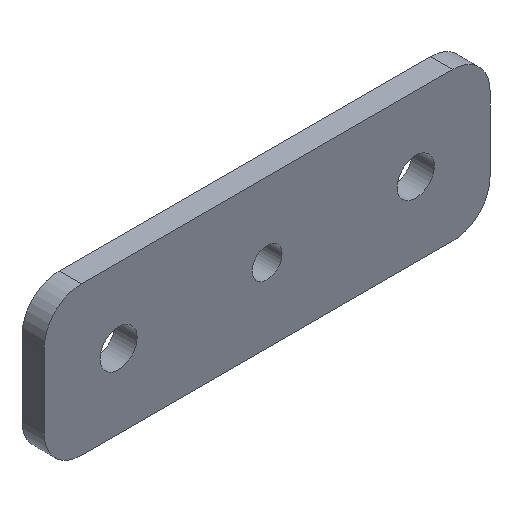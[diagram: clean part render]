
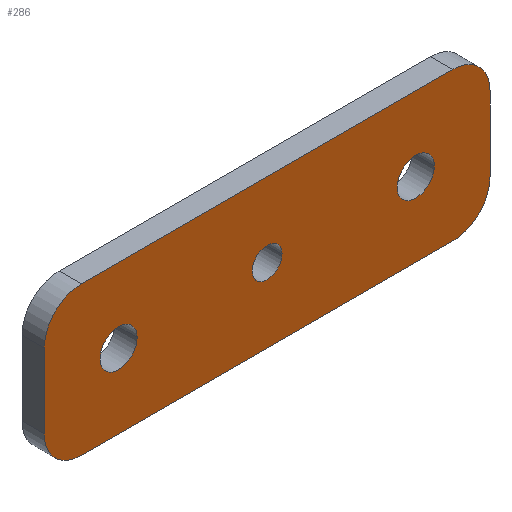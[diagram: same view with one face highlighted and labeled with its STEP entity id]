
A CAD part, isometric view. The second image highlights one B-rep face of the part: STEP entity #286.
In plain terms, the highlighted planar face has unit normal (0, -1, 0).
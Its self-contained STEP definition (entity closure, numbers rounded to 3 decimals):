
#1=CARTESIAN_POINT('',(0.,0.,0.));
#2=DIRECTION('',(0.,-1.,0.));
#3=DIRECTION('',(1.,0.,0.));
#4=AXIS2_PLACEMENT_3D('',#1,#2,#3);
#6=CARTESIAN_POINT('',(0.,0.,0.));
#7=DIRECTION('',(0.,-1.,0.));
#8=DIRECTION('',(-1.,0.,0.));
#9=AXIS2_PLACEMENT_3D('',#6,#7,#8);
#11=CARTESIAN_POINT('',(-20.,0.,0.));
#12=DIRECTION('',(0.,-1.,0.));
#13=DIRECTION('',(1.,0.,0.));
#14=AXIS2_PLACEMENT_3D('',#11,#12,#13);
#16=CARTESIAN_POINT('',(-20.,0.,0.));
#17=DIRECTION('',(0.,-1.,0.));
#18=DIRECTION('',(-1.,0.,0.));
#19=AXIS2_PLACEMENT_3D('',#16,#17,#18);
#21=CARTESIAN_POINT('',(20.,0.,0.));
#22=DIRECTION('',(0.,-1.,0.));
#23=DIRECTION('',(1.,0.,0.));
#24=AXIS2_PLACEMENT_3D('',#21,#22,#23);
#26=CARTESIAN_POINT('',(20.,0.,0.));
#27=DIRECTION('',(0.,-1.,0.));
#28=DIRECTION('',(-1.,0.,0.));
#29=AXIS2_PLACEMENT_3D('',#26,#27,#28);
#31=CARTESIAN_POINT('',(-25.,0.,-5.));
#32=DIRECTION('',(0.,-1.,0.));
#33=DIRECTION('',(-1.,0.,0.));
#34=AXIS2_PLACEMENT_3D('',#31,#32,#33);
#36=DIRECTION('',(0.,0.,1.));
#37=VECTOR('',#36,10.);
#38=CARTESIAN_POINT('',(-30.,0.,-5.));
#39=LINE('',#38,#37);
#40=CARTESIAN_POINT('',(-25.,0.,5.));
#41=DIRECTION('',(0.,-1.,0.));
#42=DIRECTION('',(0.,0.,1.));
#43=AXIS2_PLACEMENT_3D('',#40,#41,#42);
#45=DIRECTION('',(1.,0.,0.));
#46=VECTOR('',#45,50.);
#47=CARTESIAN_POINT('',(-25.,0.,10.));
#48=LINE('',#47,#46);
#49=CARTESIAN_POINT('',(25.,0.,5.));
#50=DIRECTION('',(0.,-1.,0.));
#51=DIRECTION('',(1.,0.,0.));
#52=AXIS2_PLACEMENT_3D('',#49,#50,#51);
#54=DIRECTION('',(0.,0.,-1.));
#55=VECTOR('',#54,10.);
#56=CARTESIAN_POINT('',(30.,0.,5.));
#57=LINE('',#56,#55);
#58=CARTESIAN_POINT('',(25.,0.,-5.));
#59=DIRECTION('',(0.,-1.,0.));
#60=DIRECTION('',(0.,0.,-1.));
#61=AXIS2_PLACEMENT_3D('',#58,#59,#60);
#63=DIRECTION('',(-1.,0.,0.));
#64=VECTOR('',#63,50.);
#65=CARTESIAN_POINT('',(25.,0.,-10.));
#66=LINE('',#65,#64);
#189=CARTESIAN_POINT('',(2.,0.,0.));
#190=CARTESIAN_POINT('',(-2.,0.,0.));
#191=VERTEX_POINT('',#189);
#192=VERTEX_POINT('',#190);
#193=CARTESIAN_POINT('',(-17.5,0.,0.));
#194=CARTESIAN_POINT('',(-22.5,0.,0.));
#195=VERTEX_POINT('',#193);
#196=VERTEX_POINT('',#194);
#197=CARTESIAN_POINT('',(22.5,0.,0.));
#198=CARTESIAN_POINT('',(17.5,0.,0.));
#199=VERTEX_POINT('',#197);
#200=VERTEX_POINT('',#198);
#213=CARTESIAN_POINT('',(-30.,0.,-5.));
#214=CARTESIAN_POINT('',(-25.,0.,-10.));
#215=VERTEX_POINT('',#213);
#216=VERTEX_POINT('',#214);
#221=CARTESIAN_POINT('',(-25.,0.,10.));
#222=CARTESIAN_POINT('',(-30.,0.,5.));
#223=VERTEX_POINT('',#221);
#224=VERTEX_POINT('',#222);
#229=CARTESIAN_POINT('',(30.,0.,5.));
#230=CARTESIAN_POINT('',(25.,0.,10.));
#231=VERTEX_POINT('',#229);
#232=VERTEX_POINT('',#230);
#237=CARTESIAN_POINT('',(25.,0.,-10.));
#238=CARTESIAN_POINT('',(30.,0.,-5.));
#239=VERTEX_POINT('',#237);
#240=VERTEX_POINT('',#238);
#245=CARTESIAN_POINT('',(0.,0.,0.));
#246=DIRECTION('',(0.,1.,0.));
#247=DIRECTION('',(1.,0.,0.));
#248=AXIS2_PLACEMENT_3D('',#245,#246,#247);
#249=PLANE('',#248);
#251=ORIENTED_EDGE('',*,*,#250,.F.);
#253=ORIENTED_EDGE('',*,*,#252,.T.);
#255=ORIENTED_EDGE('',*,*,#254,.F.);
#257=ORIENTED_EDGE('',*,*,#256,.T.);
#259=ORIENTED_EDGE('',*,*,#258,.F.);
#261=ORIENTED_EDGE('',*,*,#260,.T.);
#263=ORIENTED_EDGE('',*,*,#262,.F.);
#265=ORIENTED_EDGE('',*,*,#264,.T.);
#266=EDGE_LOOP('',(#251,#253,#255,#257,#259,#261,#263,#265));
#267=FACE_OUTER_BOUND('',#266,.F.);
#269=ORIENTED_EDGE('',*,*,#268,.T.);
#271=ORIENTED_EDGE('',*,*,#270,.T.);
#272=EDGE_LOOP('',(#269,#271));
#273=FACE_BOUND('',#272,.F.);
#275=ORIENTED_EDGE('',*,*,#274,.T.);
#277=ORIENTED_EDGE('',*,*,#276,.T.);
#278=EDGE_LOOP('',(#275,#277));
#279=FACE_BOUND('',#278,.F.);
#281=ORIENTED_EDGE('',*,*,#280,.T.);
#283=ORIENTED_EDGE('',*,*,#282,.T.);
#284=EDGE_LOOP('',(#281,#283));
#285=FACE_BOUND('',#284,.F.);
#286=ADVANCED_FACE('',(#267,#273,#279,#285),#249,.F.);
#5=CIRCLE('',#4,2.);
#10=CIRCLE('',#9,2.);
#15=CIRCLE('',#14,2.5);
#20=CIRCLE('',#19,2.5);
#25=CIRCLE('',#24,2.5);
#30=CIRCLE('',#29,2.5);
#35=CIRCLE('',#34,5.);
#44=CIRCLE('',#43,5.);
#53=CIRCLE('',#52,5.);
#62=CIRCLE('',#61,5.);
#250=EDGE_CURVE('',#215,#216,#35,.T.);
#252=EDGE_CURVE('',#215,#224,#39,.T.);
#254=EDGE_CURVE('',#223,#224,#44,.T.);
#256=EDGE_CURVE('',#223,#232,#48,.T.);
#258=EDGE_CURVE('',#231,#232,#53,.T.);
#260=EDGE_CURVE('',#231,#240,#57,.T.);
#262=EDGE_CURVE('',#239,#240,#62,.T.);
#264=EDGE_CURVE('',#239,#216,#66,.T.);
#268=EDGE_CURVE('',#195,#196,#15,.T.);
#270=EDGE_CURVE('',#196,#195,#20,.T.);
#274=EDGE_CURVE('',#199,#200,#25,.T.);
#276=EDGE_CURVE('',#200,#199,#30,.T.);
#280=EDGE_CURVE('',#191,#192,#5,.T.);
#282=EDGE_CURVE('',#192,#191,#10,.T.);
